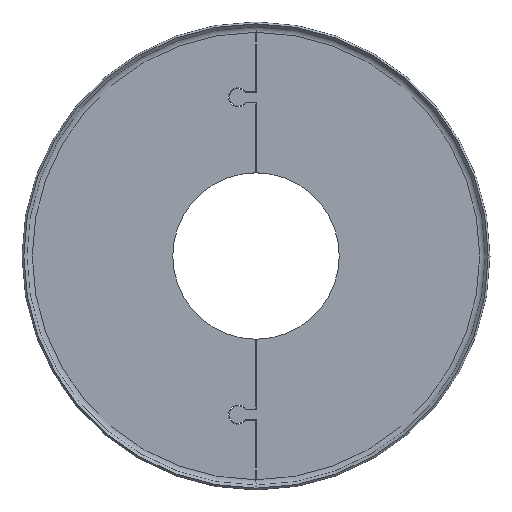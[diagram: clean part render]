
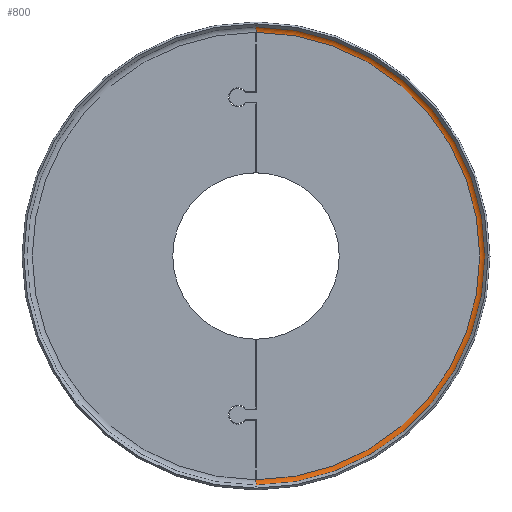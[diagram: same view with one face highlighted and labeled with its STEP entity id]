
A CAD part, top view. The second image highlights one B-rep face of the part: STEP entity #800.
In plain terms, the highlighted toroidal (fillet/blend) face has major radius 860.503 mm and minor radius 30 mm.
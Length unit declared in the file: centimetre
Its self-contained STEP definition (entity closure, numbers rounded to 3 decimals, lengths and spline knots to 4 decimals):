
#54=B_SPLINE_CURVE_WITH_KNOTS('',3,(#1158,#1159,#1160,#1161,#1162,#1163,
#1164,#1165,#1166,#1167),.UNSPECIFIED.,.F.,.F.,(4,2,2,2,4),(13.3287,
13.884,14.4394,14.9948,15.5501),
 .UNSPECIFIED.);
#55=B_SPLINE_CURVE_WITH_KNOTS('',3,(#1169,#1170,#1171,#1172,#1173,#1174,
#1175,#1176,#1177,#1178),.UNSPECIFIED.,.F.,.F.,(4,2,2,2,4),(2.2214,
2.7768,3.3322,3.8875,4.4429),
 .UNSPECIFIED.);
#62=TOROIDAL_SURFACE('',#849,86.0503,3.);
#68=FACE_OUTER_BOUND('',#110,.T.);
#110=EDGE_LOOP('',(#560,#561,#562,#563));
#153=CIRCLE('',#845,88.1716);
#156=CIRCLE('',#850,86.0503);
#352=VERTEX_POINT('',#1139);
#355=VERTEX_POINT('',#1144);
#360=VERTEX_POINT('',#1157);
#361=VERTEX_POINT('',#1168);
#435=EDGE_CURVE('',#355,#352,#153,.T.);
#440=EDGE_CURVE('',#360,#352,#54,.T.);
#441=EDGE_CURVE('',#355,#361,#55,.T.);
#442=EDGE_CURVE('',#361,#360,#156,.T.);
#560=ORIENTED_EDGE('',*,*,#440,.T.);
#561=ORIENTED_EDGE('',*,*,#435,.F.);
#562=ORIENTED_EDGE('',*,*,#441,.T.);
#563=ORIENTED_EDGE('',*,*,#442,.T.);
#800=ADVANCED_FACE('',(#68),#62,.F.);
#845=AXIS2_PLACEMENT_3D('',#1146,#920,#921);
#849=AXIS2_PLACEMENT_3D('',#1156,#930,#931);
#850=AXIS2_PLACEMENT_3D('',#1179,#932,#933);
#920=DIRECTION('center_axis',(0.,0.,-1.));
#921=DIRECTION('ref_axis',(1.,0.,0.));
#930=DIRECTION('center_axis',(0.,0.,1.));
#931=DIRECTION('ref_axis',(1.,0.,0.));
#932=DIRECTION('center_axis',(0.,0.,-1.));
#933=DIRECTION('ref_axis',(1.,0.,0.));
#1139=CARTESIAN_POINT('',(0.15,-88.1714,1.8787));
#1144=CARTESIAN_POINT('',(0.15,88.1714,1.8787));
#1146=CARTESIAN_POINT('Origin',(0.,0.,1.8787));
#1156=CARTESIAN_POINT('Origin',(0.,0.,4.));
#1157=CARTESIAN_POINT('',(0.15,-86.0501,1.));
#1158=CARTESIAN_POINT('Ctrl Pts',(0.15,-86.0501,1.));
#1159=CARTESIAN_POINT('Ctrl Pts',(0.15,-86.2352,1.));
#1160=CARTESIAN_POINT('Ctrl Pts',(0.15,-86.4374,1.0183));
#1161=CARTESIAN_POINT('Ctrl Pts',(0.15,-86.8334,1.097));
#1162=CARTESIAN_POINT('Ctrl Pts',(0.15,-87.0271,1.1575));
#1163=CARTESIAN_POINT('Ctrl Pts',(0.15,-87.3692,1.2992));
#1164=CARTESIAN_POINT('Ctrl Pts',(0.15,-87.549,1.3934));
#1165=CARTESIAN_POINT('Ctrl Pts',(0.15,-87.8847,1.6177));
#1166=CARTESIAN_POINT('Ctrl Pts',(0.15,-88.0405,1.7478));
#1167=CARTESIAN_POINT('Ctrl Pts',(0.15,-88.1714,1.8787));
#1168=CARTESIAN_POINT('',(0.15,86.0501,1.));
#1169=CARTESIAN_POINT('Ctrl Pts',(0.15,88.1714,1.8787));
#1170=CARTESIAN_POINT('Ctrl Pts',(0.15,88.0405,1.7478));
#1171=CARTESIAN_POINT('Ctrl Pts',(0.15,87.8847,1.6177));
#1172=CARTESIAN_POINT('Ctrl Pts',(0.15,87.549,1.3934));
#1173=CARTESIAN_POINT('Ctrl Pts',(0.15,87.3692,1.2992));
#1174=CARTESIAN_POINT('Ctrl Pts',(0.15,87.0271,1.1575));
#1175=CARTESIAN_POINT('Ctrl Pts',(0.15,86.8334,1.097));
#1176=CARTESIAN_POINT('Ctrl Pts',(0.15,86.4374,1.0183));
#1177=CARTESIAN_POINT('Ctrl Pts',(0.15,86.2352,1.));
#1178=CARTESIAN_POINT('Ctrl Pts',(0.15,86.0501,1.));
#1179=CARTESIAN_POINT('Origin',(0.,0.,1.));
